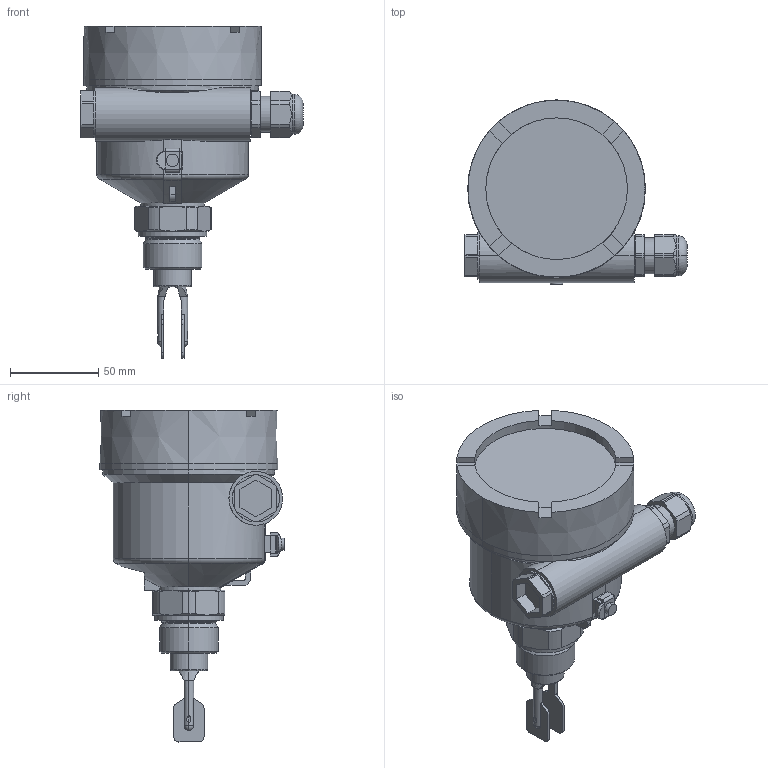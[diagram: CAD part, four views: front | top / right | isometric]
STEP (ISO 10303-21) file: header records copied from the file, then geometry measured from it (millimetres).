
FILE_DESCRIPTION((''),'2;1');
FILE_NAME('CAD-8784','2023-08-28T08:07:59',('creinig-se'),(''),'CREO PARAMETRIC BY PTC INC, 2022284','CREO PARAMETRIC BY PTC INC, 2022284','');
FILE_SCHEMA(('CONFIG_CONTROL_DESIGN','SHAPE_APPEARANCE_LAYERS_GROUPS'));
Length unit declared in the file: millimetre
Products named in the file (1): CAD-8784
Bounding box: 126 x 104.45 x 188.4 mm (x, y, z)
Volume: 696801.8 mm3; surface area: 58878.7 mm2
Topology: 1 solids, 1 shells, 278 faces, 719 edges, 454 vertices
Faces by surface type: plane 141, cylinder 79, cone 38, torus 12, sphere 8
Entity records: 12255 total; most frequent: CARTESIAN_POINT 1922, DIRECTION 1439, ORIENTED_EDGE 1430, PRESENTATION_STYLE_ASSIGNMENT 824, STYLED_ITEM 716, CURVE_STYLE 715, EDGE_CURVE 715, AXIS2_PLACEMENT_3D 535
